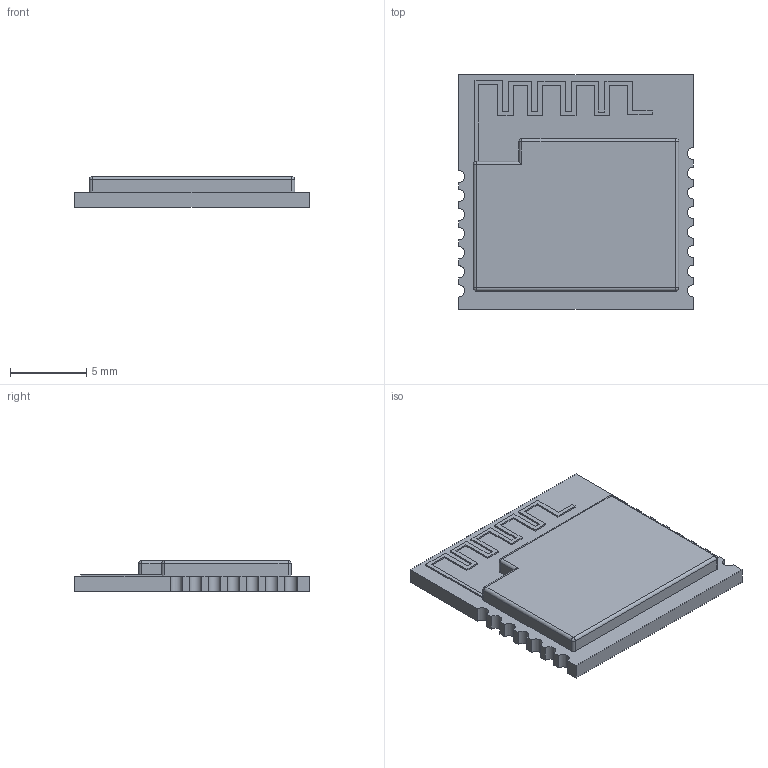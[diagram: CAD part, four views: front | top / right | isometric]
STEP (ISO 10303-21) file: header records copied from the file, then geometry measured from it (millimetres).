
FILE_DESCRIPTION(('FreeCAD Model'),'2;1');
FILE_NAME('PTR5518.step','2017-06-21T11:19:23',( 'kicad StepUp'),('ksu MCAD'),'Open CASCADE STEP processor 6.8', 'FreeCAD','Unknown');
FILE_SCHEMA(('AUTOMOTIVE_DESIGN_CC2 { 1 2 10303 214 -1 1 5 4 }'));
Length unit declared in the file: millimetre
Products named in the file (1): PTR5518
Bounding box: 15.4 x 15.4 x 2 mm (x, y, z)
Volume: 364.3 mm3; surface area: 584.6 mm2
Topology: 1 solids, 1 shells, 101 faces, 283 edges, 180 vertices
Faces by surface type: plane 70, cylinder 26, sphere 5
Entity records: 3897 total; most frequent: CARTESIAN_POINT 560, ORIENTED_EDGE 556, DIRECTION 534, EDGE_CURVE 278, LINE 226, VECTOR 226, VERTEX_POINT 180, AXIS2_PLACEMENT_3D 154
